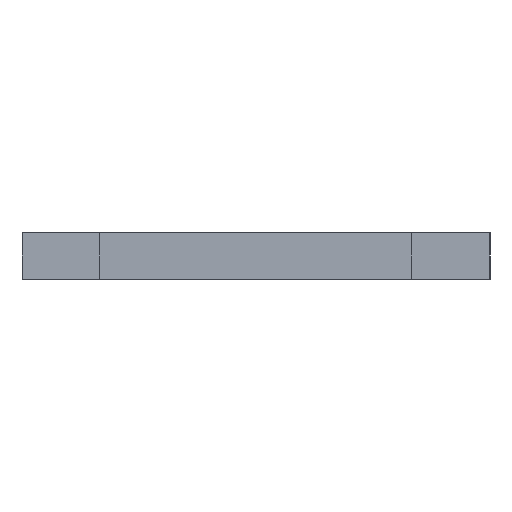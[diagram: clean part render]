
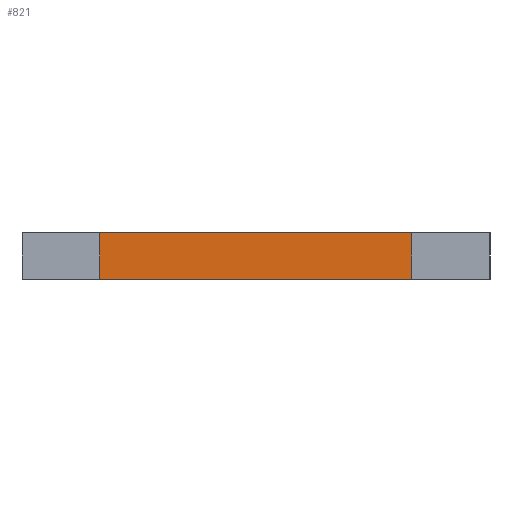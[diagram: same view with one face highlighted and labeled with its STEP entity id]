
A CAD part, left-side view. The second image highlights one B-rep face of the part: STEP entity #821.
In plain terms, the highlighted planar face has unit normal (-1, 0, 0).
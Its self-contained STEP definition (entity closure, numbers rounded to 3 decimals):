
#44 = PLANE('',#45);
#45 = AXIS2_PLACEMENT_3D('',#46,#47,#48);
#46 = CARTESIAN_POINT('',(-65.,10.,0.));
#47 = DIRECTION('',(0.,-1.,0.));
#48 = DIRECTION('',(-1.,0.,0.));
#72 = PLANE('',#73);
#73 = AXIS2_PLACEMENT_3D('',#74,#75,#76);
#74 = CARTESIAN_POINT('',(-65.,10.,3.));
#75 = DIRECTION('',(0.,0.,1.));
#76 = DIRECTION('',(1.,0.,0.));
#126 = PLANE('',#127);
#127 = AXIS2_PLACEMENT_3D('',#128,#129,#130);
#128 = CARTESIAN_POINT('',(-65.,10.,0.));
#129 = DIRECTION('',(0.,0.,1.));
#130 = DIRECTION('',(1.,0.,0.));
#713 = PLANE('',#714);
#714 = AXIS2_PLACEMENT_3D('',#715,#716,#717);
#715 = CARTESIAN_POINT('',(-68.,-10.,0.));
#716 = DIRECTION('',(0.,1.,0.));
#717 = DIRECTION('',(1.,0.,0.));
#749 = EDGE_CURVE('',#750,#752,#754,.T.);
#750 = VERTEX_POINT('',#751);
#751 = CARTESIAN_POINT('',(-68.,-10.,0.));
#752 = VERTEX_POINT('',#753);
#753 = CARTESIAN_POINT('',(-68.,-10.,3.));
#754 = SURFACE_CURVE('',#755,(#759,#766),.PCURVE_S1.);
#755 = LINE('',#756,#757);
#756 = CARTESIAN_POINT('',(-68.,-10.,0.));
#757 = VECTOR('',#758,1.);
#758 = DIRECTION('',(0.,0.,1.));
#759 = PCURVE('',#713,#760);
#760 = DEFINITIONAL_REPRESENTATION('',(#761),#765);
#761 = LINE('',#762,#763);
#762 = CARTESIAN_POINT('',(0.,0.));
#763 = VECTOR('',#764,1.);
#764 = DIRECTION('',(0.,-1.));
#765 = ( GEOMETRIC_REPRESENTATION_CONTEXT(2) 
PARAMETRIC_REPRESENTATION_CONTEXT() REPRESENTATION_CONTEXT('2D SPACE',''
  ) );
#766 = PCURVE('',#767,#772);
#767 = PLANE('',#768);
#768 = AXIS2_PLACEMENT_3D('',#769,#770,#771);
#769 = CARTESIAN_POINT('',(-68.,10.,0.));
#770 = DIRECTION('',(1.,0.,0.));
#771 = DIRECTION('',(0.,-1.,0.));
#772 = DEFINITIONAL_REPRESENTATION('',(#773),#777);
#773 = LINE('',#774,#775);
#774 = CARTESIAN_POINT('',(20.,0.));
#775 = VECTOR('',#776,1.);
#776 = DIRECTION('',(0.,-1.));
#777 = ( GEOMETRIC_REPRESENTATION_CONTEXT(2) 
PARAMETRIC_REPRESENTATION_CONTEXT() REPRESENTATION_CONTEXT('2D SPACE',''
  ) );
#821 = ADVANCED_FACE('',(#822),#767,.F.);
#822 = FACE_BOUND('',#823,.F.);
#823 = EDGE_LOOP('',(#824,#849,#870,#871));
#824 = ORIENTED_EDGE('',*,*,#825,.T.);
#825 = EDGE_CURVE('',#826,#828,#830,.T.);
#826 = VERTEX_POINT('',#827);
#827 = CARTESIAN_POINT('',(-68.,10.,0.));
#828 = VERTEX_POINT('',#829);
#829 = CARTESIAN_POINT('',(-68.,10.,3.));
#830 = SURFACE_CURVE('',#831,(#835,#842),.PCURVE_S1.);
#831 = LINE('',#832,#833);
#832 = CARTESIAN_POINT('',(-68.,10.,0.));
#833 = VECTOR('',#834,1.);
#834 = DIRECTION('',(0.,0.,1.));
#835 = PCURVE('',#767,#836);
#836 = DEFINITIONAL_REPRESENTATION('',(#837),#841);
#837 = LINE('',#838,#839);
#838 = CARTESIAN_POINT('',(0.,0.));
#839 = VECTOR('',#840,1.);
#840 = DIRECTION('',(0.,-1.));
#841 = ( GEOMETRIC_REPRESENTATION_CONTEXT(2) 
PARAMETRIC_REPRESENTATION_CONTEXT() REPRESENTATION_CONTEXT('2D SPACE',''
  ) );
#842 = PCURVE('',#44,#843);
#843 = DEFINITIONAL_REPRESENTATION('',(#844),#848);
#844 = LINE('',#845,#846);
#845 = CARTESIAN_POINT('',(3.,0.));
#846 = VECTOR('',#847,1.);
#847 = DIRECTION('',(0.,-1.));
#848 = ( GEOMETRIC_REPRESENTATION_CONTEXT(2) 
PARAMETRIC_REPRESENTATION_CONTEXT() REPRESENTATION_CONTEXT('2D SPACE',''
  ) );
#849 = ORIENTED_EDGE('',*,*,#850,.T.);
#850 = EDGE_CURVE('',#828,#752,#851,.T.);
#851 = SURFACE_CURVE('',#852,(#856,#863),.PCURVE_S1.);
#852 = LINE('',#853,#854);
#853 = CARTESIAN_POINT('',(-68.,10.,3.));
#854 = VECTOR('',#855,1.);
#855 = DIRECTION('',(0.,-1.,0.));
#856 = PCURVE('',#767,#857);
#857 = DEFINITIONAL_REPRESENTATION('',(#858),#862);
#858 = LINE('',#859,#860);
#859 = CARTESIAN_POINT('',(0.,-3.));
#860 = VECTOR('',#861,1.);
#861 = DIRECTION('',(1.,0.));
#862 = ( GEOMETRIC_REPRESENTATION_CONTEXT(2) 
PARAMETRIC_REPRESENTATION_CONTEXT() REPRESENTATION_CONTEXT('2D SPACE',''
  ) );
#863 = PCURVE('',#72,#864);
#864 = DEFINITIONAL_REPRESENTATION('',(#865),#869);
#865 = LINE('',#866,#867);
#866 = CARTESIAN_POINT('',(-3.,0.));
#867 = VECTOR('',#868,1.);
#868 = DIRECTION('',(0.,-1.));
#869 = ( GEOMETRIC_REPRESENTATION_CONTEXT(2) 
PARAMETRIC_REPRESENTATION_CONTEXT() REPRESENTATION_CONTEXT('2D SPACE',''
  ) );
#870 = ORIENTED_EDGE('',*,*,#749,.F.);
#871 = ORIENTED_EDGE('',*,*,#872,.F.);
#872 = EDGE_CURVE('',#826,#750,#873,.T.);
#873 = SURFACE_CURVE('',#874,(#878,#885),.PCURVE_S1.);
#874 = LINE('',#875,#876);
#875 = CARTESIAN_POINT('',(-68.,10.,0.));
#876 = VECTOR('',#877,1.);
#877 = DIRECTION('',(0.,-1.,0.));
#878 = PCURVE('',#767,#879);
#879 = DEFINITIONAL_REPRESENTATION('',(#880),#884);
#880 = LINE('',#881,#882);
#881 = CARTESIAN_POINT('',(0.,0.));
#882 = VECTOR('',#883,1.);
#883 = DIRECTION('',(1.,0.));
#884 = ( GEOMETRIC_REPRESENTATION_CONTEXT(2) 
PARAMETRIC_REPRESENTATION_CONTEXT() REPRESENTATION_CONTEXT('2D SPACE',''
  ) );
#885 = PCURVE('',#126,#886);
#886 = DEFINITIONAL_REPRESENTATION('',(#887),#891);
#887 = LINE('',#888,#889);
#888 = CARTESIAN_POINT('',(-3.,0.));
#889 = VECTOR('',#890,1.);
#890 = DIRECTION('',(0.,-1.));
#891 = ( GEOMETRIC_REPRESENTATION_CONTEXT(2) 
PARAMETRIC_REPRESENTATION_CONTEXT() REPRESENTATION_CONTEXT('2D SPACE',''
  ) );
